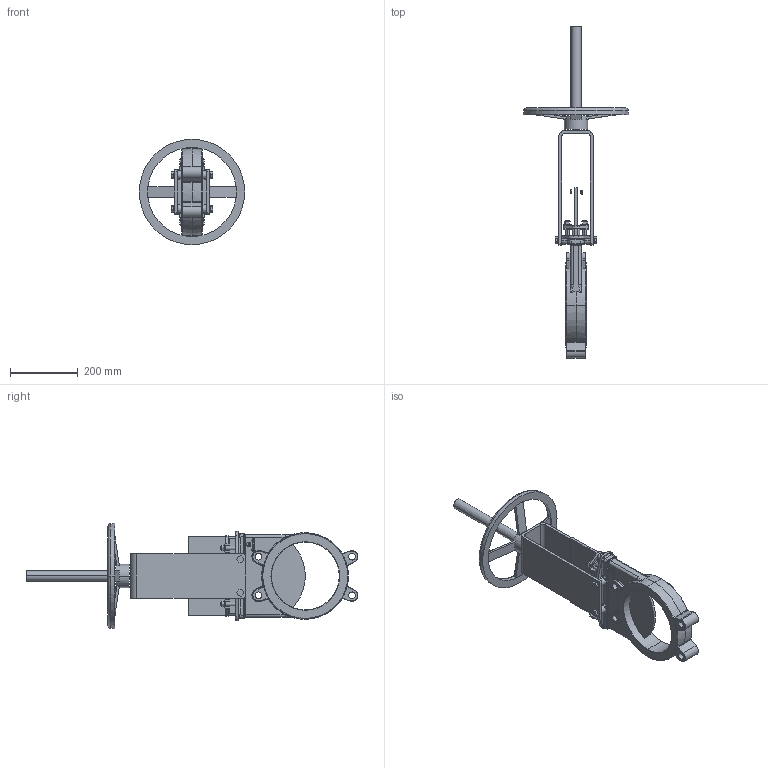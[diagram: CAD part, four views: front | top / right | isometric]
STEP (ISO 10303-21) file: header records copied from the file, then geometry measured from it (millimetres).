
FILE_DESCRIPTION (( 'STEP AP214' ), '1' );
FILE_NAME ('EX DN200_CAST IRON_HANDWHEEL_RS.STEP', '2011-11-24T16:35:47', ( 'user' ), ( '' ), 'SwSTEP 2.0', 'SolidWorks 2010', '' );
FILE_SCHEMA (( 'AUTOMOTIVE_DESIGN' ));
Length unit declared in the file: millimetre
Products named in the file (1): EX DN200_CAST IRON_HANDWHEEL_RS
Bounding box: 310 x 977.14 x 310 mm (x, y, z)
Surface area: 671298.4 mm2 (no closed solid volume)
Topology: 0 solids, 38 shells, 598 faces, 2162 edges, 1538 vertices
Faces by surface type: plane 249, cylinder 184, bspline 93, torus 62, cone 10
Entity records: 41446 total; most frequent: CARTESIAN_POINT 17410, DIRECTION 3404, ORIENTED_EDGE 3398, EDGE_CURVE 2140, VERTEX_POINT 1538, VECTOR 1192, LINE 1192, AXIS2_PLACEMENT_3D 1106
